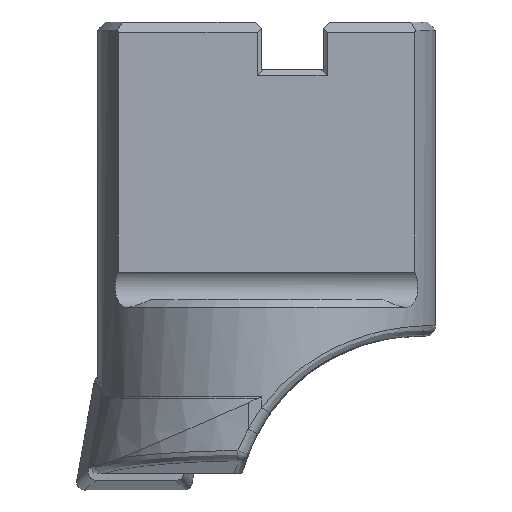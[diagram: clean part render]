
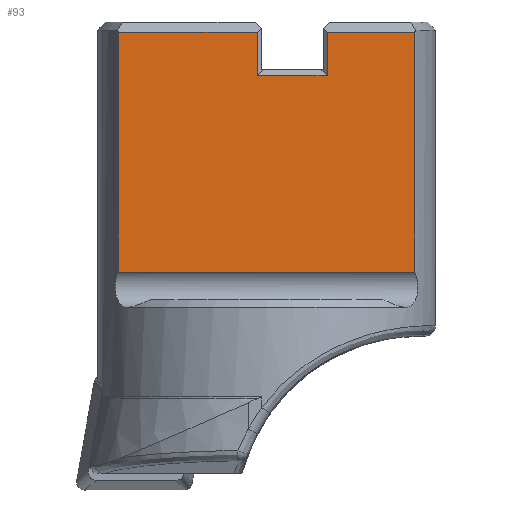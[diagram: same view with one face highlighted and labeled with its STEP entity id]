
A CAD part, front view. The second image highlights one B-rep face of the part: STEP entity #93.
In plain terms, the highlighted planar face has unit normal (0, -1, 0).
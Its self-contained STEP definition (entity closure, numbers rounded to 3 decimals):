
#93=ADVANCED_FACE('',(#189),#145,.F.);
#145=PLANE('',#1169);
#189=FACE_OUTER_BOUND('',#248,.T.);
#248=EDGE_LOOP('',(#440,#441,#442,#443,#444,#445,#446,#447));
#440=ORIENTED_EDGE('',*,*,#817,.T.);
#441=ORIENTED_EDGE('',*,*,#840,.T.);
#442=ORIENTED_EDGE('',*,*,#841,.F.);
#443=ORIENTED_EDGE('',*,*,#842,.F.);
#444=ORIENTED_EDGE('',*,*,#843,.F.);
#445=ORIENTED_EDGE('',*,*,#844,.T.);
#446=ORIENTED_EDGE('',*,*,#821,.F.);
#447=ORIENTED_EDGE('',*,*,#845,.T.);
#702=VERTEX_POINT('',#1972);
#703=VERTEX_POINT('',#1974);
#706=VERTEX_POINT('',#2056);
#707=VERTEX_POINT('',#2058);
#723=VERTEX_POINT('',#2136);
#724=VERTEX_POINT('',#2138);
#725=VERTEX_POINT('',#2140);
#726=VERTEX_POINT('',#2142);
#817=EDGE_CURVE('',#703,#702,#949,.T.);
#821=EDGE_CURVE('',#706,#707,#950,.T.);
#840=EDGE_CURVE('',#702,#723,#963,.T.);
#841=EDGE_CURVE('',#724,#723,#964,.T.);
#842=EDGE_CURVE('',#725,#724,#965,.T.);
#843=EDGE_CURVE('',#726,#725,#966,.T.);
#844=EDGE_CURVE('',#726,#707,#967,.T.);
#845=EDGE_CURVE('',#706,#703,#968,.T.);
#949=LINE('',#1973,#1039);
#950=LINE('',#2057,#1040);
#963=LINE('',#2135,#1053);
#964=LINE('',#2137,#1054);
#965=LINE('',#2139,#1055);
#966=LINE('',#2141,#1056);
#967=LINE('',#2143,#1057);
#968=LINE('',#2144,#1058);
#1039=VECTOR('',#1282,1.);
#1040=VECTOR('',#1285,1.);
#1053=VECTOR('',#1312,1.);
#1054=VECTOR('',#1313,1.);
#1055=VECTOR('',#1314,1.);
#1056=VECTOR('',#1315,1.);
#1057=VECTOR('',#1316,1.);
#1058=VECTOR('',#1317,1.);
#1169=AXIS2_PLACEMENT_3D('',#2145,#1318,#1319);
#1282=DIRECTION('',(0.,0.,1.));
#1285=DIRECTION('',(0.,0.,1.));
#1312=DIRECTION('',(-1.,0.,0.));
#1313=DIRECTION('',(0.,0.,1.));
#1314=DIRECTION('',(1.,0.,0.));
#1315=DIRECTION('',(0.,0.,-1.));
#1316=DIRECTION('',(-1.,0.,0.));
#1317=DIRECTION('',(1.,0.,0.));
#1318=DIRECTION('',(0.,1.,0.));
#1319=DIRECTION('',(0.,0.,1.));
#1972=CARTESIAN_POINT('',(5.965,0.,-0.5));
#1973=CARTESIAN_POINT('',(5.965,0.,-0.5));
#1974=CARTESIAN_POINT('',(5.965,0.,-12.186));
#2056=CARTESIAN_POINT('',(-8.465,0.,-12.186));
#2057=CARTESIAN_POINT('',(-8.465,0.,-0.5));
#2058=CARTESIAN_POINT('',(-8.465,0.,-0.5));
#2135=CARTESIAN_POINT('',(-11.823,0.,-0.5));
#2136=CARTESIAN_POINT('',(1.7,0.,-0.5));
#2137=CARTESIAN_POINT('',(1.7,0.,-2.6));
#2138=CARTESIAN_POINT('',(1.7,0.,-2.6));
#2139=CARTESIAN_POINT('',(-1.7,0.,-2.6));
#2140=CARTESIAN_POINT('',(-1.7,0.,-2.6));
#2141=CARTESIAN_POINT('',(-1.7,0.,-0.5));
#2142=CARTESIAN_POINT('',(-1.7,0.,-0.5));
#2143=CARTESIAN_POINT('',(-11.823,0.,-0.5));
#2144=CARTESIAN_POINT('',(-8.465,0.,-12.186));
#2145=CARTESIAN_POINT('',(-11.823,0.,-13.5));
